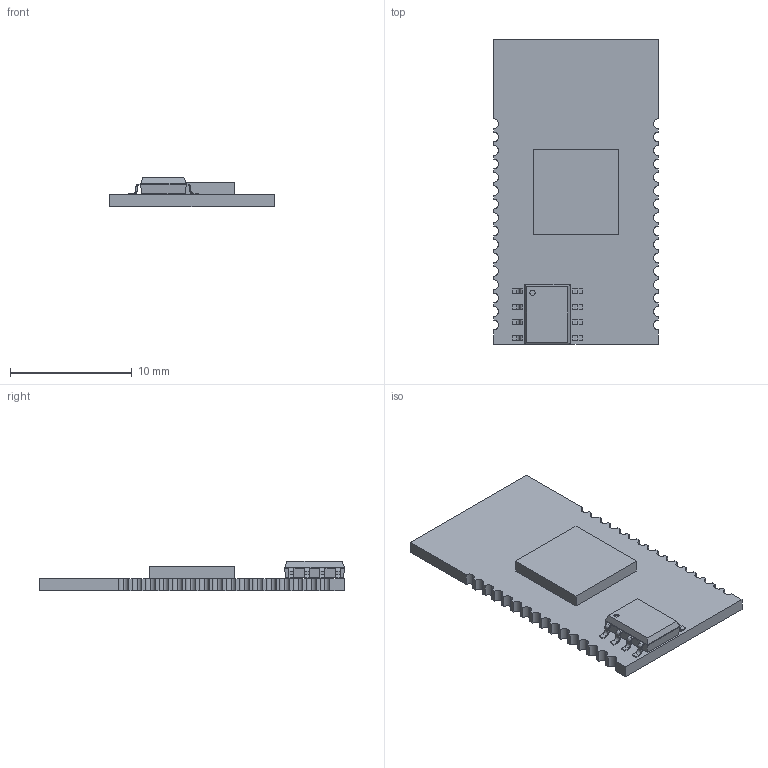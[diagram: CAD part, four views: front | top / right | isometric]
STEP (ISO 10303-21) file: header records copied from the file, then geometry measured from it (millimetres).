
FILE_DESCRIPTION (( 'STEP AP214' ), '1' );
FILE_NAME ('BK8000L_F6188.STEP', '2020-09-24T19:54:24', ( '' ), ( '' ), 'SwSTEP 2.0', 'SolidWorks 2020', '' );
FILE_SCHEMA (( 'AUTOMOTIVE_DESIGN' ));
Length unit declared in the file: inch
Products named in the file (1): BK8000L_F6188
Bounding box: 13.5 x 25 x 2.45 mm (x, y, z)
Volume: 402.4 mm3; surface area: 847.2 mm2
Topology: 2 solids, 2 shells, 212 faces, 594 edges, 388 vertices
Faces by surface type: plane 130, cylinder 82
Entity records: 7420 total; most frequent: CARTESIAN_POINT 1195, ORIENTED_EDGE 1188, DIRECTION 1184, EDGE_CURVE 594, LINE 430, VECTOR 430, VERTEX_POINT 388, AXIS2_PLACEMENT_3D 377
